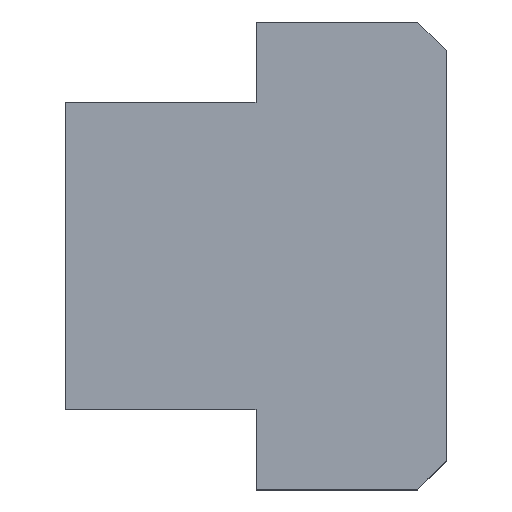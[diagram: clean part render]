
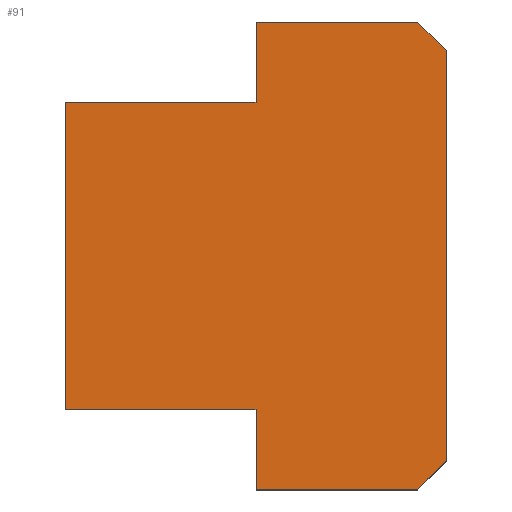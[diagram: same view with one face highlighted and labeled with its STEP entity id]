
A CAD part, top view. The second image highlights one B-rep face of the part: STEP entity #91.
In plain terms, the highlighted planar face has unit normal (0, 0, 1).
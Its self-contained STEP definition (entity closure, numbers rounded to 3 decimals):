
#91 = ADVANCED_FACE( '', ( #128 ), #129, .T. );
#128 = FACE_OUTER_BOUND( '', #166, .T. );
#129 = PLANE( '', #167 );
#166 = EDGE_LOOP( '', ( #286, #287, #288, #289, #290, #291, #292, #293, #294, #295 ) );
#167 = AXIS2_PLACEMENT_3D( '', #296, #297, #298 );
#286 = ORIENTED_EDGE( '', *, *, #326, .F. );
#287 = ORIENTED_EDGE( '', *, *, #354, .F. );
#288 = ORIENTED_EDGE( '', *, *, #351, .F. );
#289 = ORIENTED_EDGE( '', *, *, #348, .F. );
#290 = ORIENTED_EDGE( '', *, *, #345, .F. );
#291 = ORIENTED_EDGE( '', *, *, #342, .F. );
#292 = ORIENTED_EDGE( '', *, *, #339, .F. );
#293 = ORIENTED_EDGE( '', *, *, #336, .F. );
#294 = ORIENTED_EDGE( '', *, *, #333, .F. );
#295 = ORIENTED_EDGE( '', *, *, #330, .F. );
#296 = CARTESIAN_POINT( '', ( 0., 0., 27. ) );
#297 = DIRECTION( '', ( 0., 0., 1. ) );
#298 = DIRECTION( '', ( 1., 0., 0. ) );
#326 = EDGE_CURVE( '', #378, #379, #380, .T. );
#330 = EDGE_CURVE( '', #379, #386, #387, .T. );
#333 = EDGE_CURVE( '', #386, #391, #392, .T. );
#336 = EDGE_CURVE( '', #391, #396, #397, .T. );
#339 = EDGE_CURVE( '', #396, #401, #402, .T. );
#342 = EDGE_CURVE( '', #401, #406, #407, .T. );
#345 = EDGE_CURVE( '', #406, #411, #412, .T. );
#348 = EDGE_CURVE( '', #411, #416, #417, .T. );
#351 = EDGE_CURVE( '', #416, #421, #422, .T. );
#354 = EDGE_CURVE( '', #421, #378, #426, .T. );
#378 = VERTEX_POINT( '', #456 );
#379 = VERTEX_POINT( '', #457 );
#380 = LINE( '', #458, #459 );
#386 = VERTEX_POINT( '', #468 );
#387 = LINE( '', #469, #470 );
#391 = VERTEX_POINT( '', #476 );
#392 = LINE( '', #477, #478 );
#396 = VERTEX_POINT( '', #484 );
#397 = LINE( '', #485, #486 );
#401 = VERTEX_POINT( '', #492 );
#402 = LINE( '', #493, #494 );
#406 = VERTEX_POINT( '', #500 );
#407 = LINE( '', #501, #502 );
#411 = VERTEX_POINT( '', #508 );
#412 = LINE( '', #509, #510 );
#416 = VERTEX_POINT( '', #516 );
#417 = LINE( '', #517, #518 );
#421 = VERTEX_POINT( '', #524 );
#422 = LINE( '', #525, #526 );
#426 = LINE( '', #532, #533 );
#456 = CARTESIAN_POINT( '', ( -22., 17.75, 27. ) );
#457 = CARTESIAN_POINT( '', ( 0., 17.75, 27. ) );
#458 = CARTESIAN_POINT( '', ( 0., 17.75, 27. ) );
#459 = VECTOR( '', #566, 1. );
#468 = CARTESIAN_POINT( '', ( 0., 27., 27. ) );
#469 = CARTESIAN_POINT( '', ( 0., 27., 27. ) );
#470 = VECTOR( '', #570, 1. );
#476 = CARTESIAN_POINT( '', ( 18.7, 27., 27. ) );
#477 = CARTESIAN_POINT( '', ( 18.7, 27., 27. ) );
#478 = VECTOR( '', #573, 1. );
#484 = CARTESIAN_POINT( '', ( 22., 23.7, 27. ) );
#485 = CARTESIAN_POINT( '', ( 22., 23.7, 27. ) );
#486 = VECTOR( '', #576, 1. );
#492 = CARTESIAN_POINT( '', ( 22., -23.7, 27. ) );
#493 = CARTESIAN_POINT( '', ( 22., -23.7, 27. ) );
#494 = VECTOR( '', #579, 1. );
#500 = CARTESIAN_POINT( '', ( 18.7, -27., 27. ) );
#501 = CARTESIAN_POINT( '', ( 18.7, -27., 27. ) );
#502 = VECTOR( '', #582, 1. );
#508 = CARTESIAN_POINT( '', ( 0., -27., 27. ) );
#509 = CARTESIAN_POINT( '', ( 0., -27., 27. ) );
#510 = VECTOR( '', #585, 1. );
#516 = CARTESIAN_POINT( '', ( 0., -17.75, 27. ) );
#517 = CARTESIAN_POINT( '', ( 0., -17.75, 27. ) );
#518 = VECTOR( '', #588, 1. );
#524 = CARTESIAN_POINT( '', ( -22., -17.75, 27. ) );
#525 = CARTESIAN_POINT( '', ( -22., -17.75, 27. ) );
#526 = VECTOR( '', #591, 1. );
#532 = CARTESIAN_POINT( '', ( -22., 17.75, 27. ) );
#533 = VECTOR( '', #594, 1. );
#566 = DIRECTION( '', ( 1., 0., 0. ) );
#570 = DIRECTION( '', ( 0., 1., 0. ) );
#573 = DIRECTION( '', ( 1., 0., 0. ) );
#576 = DIRECTION( '', ( 0.707, -0.707, 0. ) );
#579 = DIRECTION( '', ( 0., -1., 0. ) );
#582 = DIRECTION( '', ( -0.707, -0.707, 0. ) );
#585 = DIRECTION( '', ( -1., 0., 0. ) );
#588 = DIRECTION( '', ( 0., 1., 0. ) );
#591 = DIRECTION( '', ( -1., 0., 0. ) );
#594 = DIRECTION( '', ( 0., 1., 0. ) );
